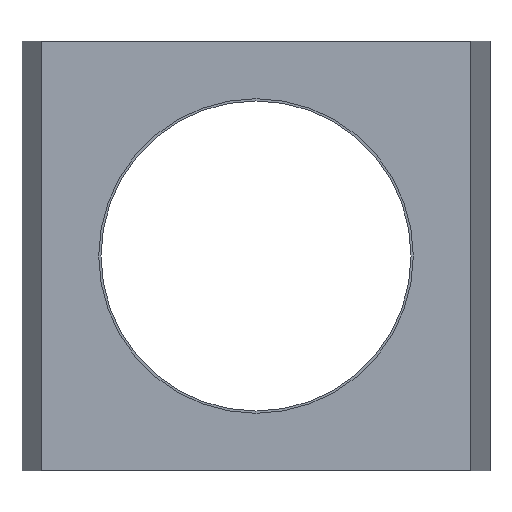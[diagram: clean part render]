
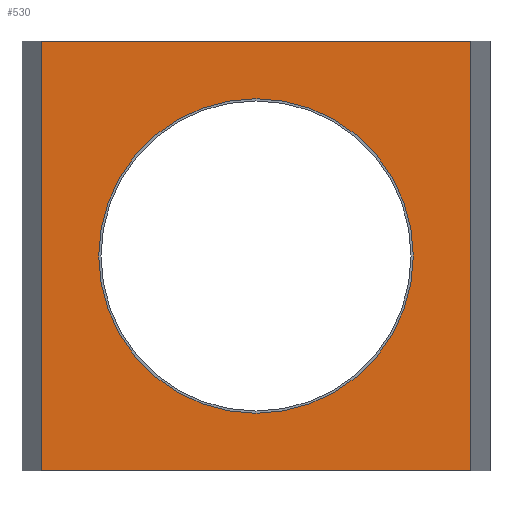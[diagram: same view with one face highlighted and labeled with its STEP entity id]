
A CAD part, front view. The second image highlights one B-rep face of the part: STEP entity #530.
In plain terms, the highlighted planar face has unit normal (0, -1, 0).
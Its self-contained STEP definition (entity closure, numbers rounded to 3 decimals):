
#6 = EDGE_CURVE ( 'NONE', #350, #478, #344, .T. ) ;
#32 = DIRECTION ( 'NONE',  ( 0., 0., -1. ) ) ;
#34 = EDGE_CURVE ( 'NONE', #569, #575, #941, .T. ) ;
#48 = DIRECTION ( 'NONE',  ( 0., 0., -1. ) ) ;
#73 = LINE ( 'NONE', #514, #479 ) ;
#77 = CARTESIAN_POINT ( 'NONE',  ( -387.5, 0., 387.5 ) ) ;
#79 = EDGE_CURVE ( 'NONE', #478, #388, #73, .T. ) ;
#80 = DIRECTION ( 'NONE',  ( 1., 0., 0. ) ) ;
#121 = CARTESIAN_POINT ( 'NONE',  ( 0., 0., 0. ) ) ;
#127 = ORIENTED_EDGE ( 'NONE', *, *, #79, .F. ) ;
#136 = AXIS2_PLACEMENT_3D ( 'NONE', #227, #857, #32 ) ;
#137 = CARTESIAN_POINT ( 'NONE',  ( -387.5, 0., 387.5 ) ) ;
#146 = EDGE_CURVE ( 'NONE', #549, #388, #291, .T. ) ;
#176 = ORIENTED_EDGE ( 'NONE', *, *, #34, .F. ) ;
#184 = DIRECTION ( 'NONE',  ( 1., 0., 0. ) ) ;
#209 = CARTESIAN_POINT ( 'NONE',  ( 0., 0., 284. ) ) ;
#212 = PLANE ( 'NONE',  #750 ) ;
#225 = EDGE_LOOP ( 'NONE', ( #176, #891 ) ) ;
#227 = CARTESIAN_POINT ( 'NONE',  ( 0., 0., 0. ) ) ;
#251 = VECTOR ( 'NONE', #184, 1000. ) ;
#255 = ORIENTED_EDGE ( 'NONE', *, *, #6, .F. ) ;
#291 = LINE ( 'NONE', #550, #626 ) ;
#344 = LINE ( 'NONE', #890, #251 ) ;
#350 = VERTEX_POINT ( 'NONE', #137 ) ;
#361 = FACE_OUTER_BOUND ( 'NONE', #452, .T. ) ;
#365 = FACE_BOUND ( 'NONE', #225, .T. ) ;
#369 = LINE ( 'NONE', #841, #977 ) ;
#388 = VERTEX_POINT ( 'NONE', #635 ) ;
#430 = ORIENTED_EDGE ( 'NONE', *, *, #146, .T. ) ;
#435 = CIRCLE ( 'NONE', #136, 284. ) ;
#450 = DIRECTION ( 'NONE',  ( 0., 0., -1. ) ) ;
#452 = EDGE_LOOP ( 'NONE', ( #430, #127, #255, #509 ) ) ;
#478 = VERTEX_POINT ( 'NONE', #913 ) ;
#479 = VECTOR ( 'NONE', #762, 1000. ) ;
#509 = ORIENTED_EDGE ( 'NONE', *, *, #754, .T. ) ;
#514 = CARTESIAN_POINT ( 'NONE',  ( 387.5, 0., 387.5 ) ) ;
#530 = ADVANCED_FACE ( 'NONE', ( #365, #361 ), #212, .F. ) ;
#549 = VERTEX_POINT ( 'NONE', #682 ) ;
#550 = CARTESIAN_POINT ( 'NONE',  ( -387.5, 0., -387.5 ) ) ;
#569 = VERTEX_POINT ( 'NONE', #916 ) ;
#575 = VERTEX_POINT ( 'NONE', #209 ) ;
#626 = VECTOR ( 'NONE', #80, 1000. ) ;
#635 = CARTESIAN_POINT ( 'NONE',  ( 387.5, 0., -387.5 ) ) ;
#682 = CARTESIAN_POINT ( 'NONE',  ( -387.5, 0., -387.5 ) ) ;
#689 = DIRECTION ( 'NONE',  ( 0., 0., 1. ) ) ;
#691 = DIRECTION ( 'NONE',  ( 0., 1., 0. ) ) ;
#736 = DIRECTION ( 'NONE',  ( 0., -1., 0. ) ) ;
#750 = AXIS2_PLACEMENT_3D ( 'NONE', #77, #691, #689 ) ;
#754 = EDGE_CURVE ( 'NONE', #350, #549, #369, .T. ) ;
#762 = DIRECTION ( 'NONE',  ( 0., 0., -1. ) ) ;
#778 = EDGE_CURVE ( 'NONE', #575, #569, #435, .T. ) ;
#841 = CARTESIAN_POINT ( 'NONE',  ( -387.5, 0., 387.5 ) ) ;
#857 = DIRECTION ( 'NONE',  ( 0., -1., 0. ) ) ;
#890 = CARTESIAN_POINT ( 'NONE',  ( -387.5, 0., 387.5 ) ) ;
#891 = ORIENTED_EDGE ( 'NONE', *, *, #778, .F. ) ;
#913 = CARTESIAN_POINT ( 'NONE',  ( 387.5, 0., 387.5 ) ) ;
#916 = CARTESIAN_POINT ( 'NONE',  ( 0., 0., -284. ) ) ;
#927 = AXIS2_PLACEMENT_3D ( 'NONE', #121, #736, #48 ) ;
#941 = CIRCLE ( 'NONE', #927, 284. ) ;
#977 = VECTOR ( 'NONE', #450, 1000. ) ;
